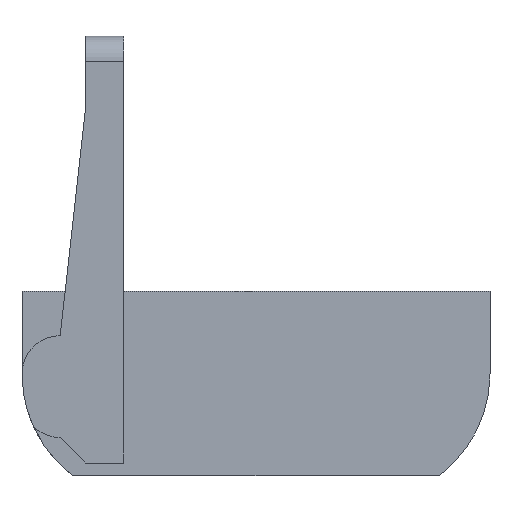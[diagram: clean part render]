
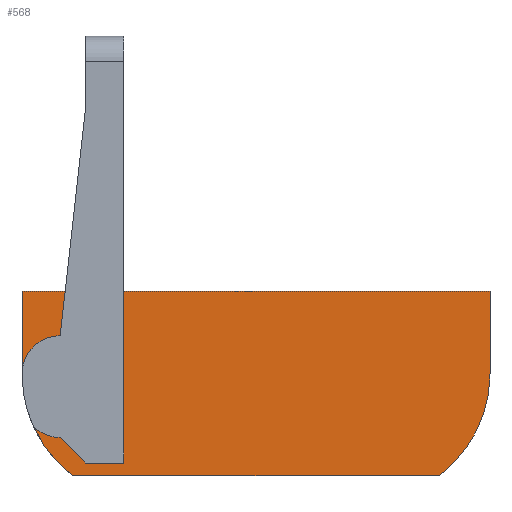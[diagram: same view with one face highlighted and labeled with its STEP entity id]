
A CAD part, front view. The second image highlights one B-rep face of the part: STEP entity #568.
In plain terms, the highlighted planar face has unit normal (0, -1, 0).
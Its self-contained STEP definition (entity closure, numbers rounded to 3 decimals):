
#130 = VERTEX_POINT('',#131);
#131 = CARTESIAN_POINT('',(8.,-22.,11.));
#137 = EDGE_CURVE('',#130,#138,#140,.T.);
#138 = VERTEX_POINT('',#139);
#139 = CARTESIAN_POINT('',(8.,-22.,19.));
#140 = LINE('',#141,#142);
#141 = CARTESIAN_POINT('',(8.,-22.,9.5));
#142 = VECTOR('',#143,1.);
#143 = DIRECTION('',(0.,0.,1.));
#323 = VERTEX_POINT('',#324);
#324 = CARTESIAN_POINT('',(0.897,-22.,11.861
    ));
#330 = EDGE_CURVE('',#331,#323,#333,.T.);
#331 = VERTEX_POINT('',#332);
#332 = CARTESIAN_POINT('',(3.,-22.,11.));
#333 = CIRCLE('',#334,3.);
#334 = AXIS2_PLACEMENT_3D('',#335,#336,#337);
#335 = CARTESIAN_POINT('',(3.,-22.,14.));
#336 = DIRECTION('',(0.,1.,0.));
#337 = DIRECTION('',(-0.707,0.,-0.707));
#373 = VERTEX_POINT('',#374);
#374 = CARTESIAN_POINT('',(3.,-22.,19.));
#380 = EDGE_CURVE('',#381,#373,#383,.T.);
#381 = VERTEX_POINT('',#382);
#382 = CARTESIAN_POINT('',(0.,-22.,16.));
#383 = CIRCLE('',#384,3.);
#384 = AXIS2_PLACEMENT_3D('',#385,#386,#387);
#385 = CARTESIAN_POINT('',(3.,-22.,16.));
#386 = DIRECTION('',(0.,1.,-0.));
#387 = DIRECTION('',(-0.707,0.,0.707));
#403 = EDGE_CURVE('',#323,#404,#406,.T.);
#404 = VERTEX_POINT('',#405);
#405 = CARTESIAN_POINT('',(4.,-22.,8.));
#406 = CIRCLE('',#407,10.);
#407 = AXIS2_PLACEMENT_3D('',#408,#409,#410);
#408 = CARTESIAN_POINT('',(10.,-22.,16.));
#409 = DIRECTION('',(0.,-1.,0.));
#410 = DIRECTION('',(0.,0.,-1.));
#536 = EDGE_CURVE('',#331,#130,#537,.T.);
#537 = LINE('',#538,#539);
#538 = CARTESIAN_POINT('',(18.369,-22.,11.));
#539 = VECTOR('',#540,1.);
#540 = DIRECTION('',(1.,0.,0.));
#558 = EDGE_CURVE('',#138,#373,#559,.T.);
#559 = LINE('',#560,#561);
#560 = CARTESIAN_POINT('',(22.369,-22.,19.));
#561 = VECTOR('',#562,1.);
#562 = DIRECTION('',(-1.,0.,0.));
#568 = ADVANCED_FACE('',(#569),#616,.T.);
#569 = FACE_BOUND('',#570,.T.);
#570 = EDGE_LOOP('',(#571,#572,#580,#589,#597,#605,#611,#612,#613,#614,
    #615));
#571 = ORIENTED_EDGE('',*,*,#403,.T.);
#572 = ORIENTED_EDGE('',*,*,#573,.F.);
#573 = EDGE_CURVE('',#574,#404,#576,.T.);
#574 = VERTEX_POINT('',#575);
#575 = CARTESIAN_POINT('',(32.738,-22.,8.));
#576 = LINE('',#577,#578);
#577 = CARTESIAN_POINT('',(36.738,-22.,8.));
#578 = VECTOR('',#579,1.);
#579 = DIRECTION('',(-1.,0.,0.));
#580 = ORIENTED_EDGE('',*,*,#581,.T.);
#581 = EDGE_CURVE('',#574,#582,#584,.T.);
#582 = VERTEX_POINT('',#583);
#583 = CARTESIAN_POINT('',(36.738,-22.,16.));
#584 = CIRCLE('',#585,10.);
#585 = AXIS2_PLACEMENT_3D('',#586,#587,#588);
#586 = CARTESIAN_POINT('',(26.738,-22.,16.));
#587 = DIRECTION('',(0.,-1.,0.));
#588 = DIRECTION('',(1.,0.,0.));
#589 = ORIENTED_EDGE('',*,*,#590,.T.);
#590 = EDGE_CURVE('',#582,#591,#593,.T.);
#591 = VERTEX_POINT('',#592);
#592 = CARTESIAN_POINT('',(36.738,-22.,22.5));
#593 = LINE('',#594,#595);
#594 = CARTESIAN_POINT('',(36.738,-22.,8.));
#595 = VECTOR('',#596,1.);
#596 = DIRECTION('',(0.,0.,1.));
#597 = ORIENTED_EDGE('',*,*,#598,.T.);
#598 = EDGE_CURVE('',#591,#599,#601,.T.);
#599 = VERTEX_POINT('',#600);
#600 = CARTESIAN_POINT('',(0.,-22.,22.5));
#601 = LINE('',#602,#603);
#602 = CARTESIAN_POINT('',(36.738,-22.,22.5));
#603 = VECTOR('',#604,1.);
#604 = DIRECTION('',(-1.,0.,0.));
#605 = ORIENTED_EDGE('',*,*,#606,.T.);
#606 = EDGE_CURVE('',#599,#381,#607,.T.);
#607 = LINE('',#608,#609);
#608 = CARTESIAN_POINT('',(0.,-22.,11.625));
#609 = VECTOR('',#610,1.);
#610 = DIRECTION('',(0.,0.,-1.));
#611 = ORIENTED_EDGE('',*,*,#380,.T.);
#612 = ORIENTED_EDGE('',*,*,#558,.F.);
#613 = ORIENTED_EDGE('',*,*,#137,.F.);
#614 = ORIENTED_EDGE('',*,*,#536,.F.);
#615 = ORIENTED_EDGE('',*,*,#330,.T.);
#616 = PLANE('',#617);
#617 = AXIS2_PLACEMENT_3D('',#618,#619,#620);
#618 = CARTESIAN_POINT('',(36.738,-22.,8.));
#619 = DIRECTION('',(0.,-1.,0.));
#620 = DIRECTION('',(0.,0.,1.));
